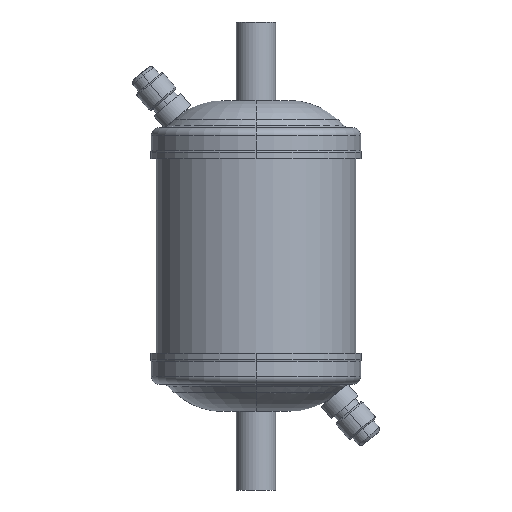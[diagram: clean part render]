
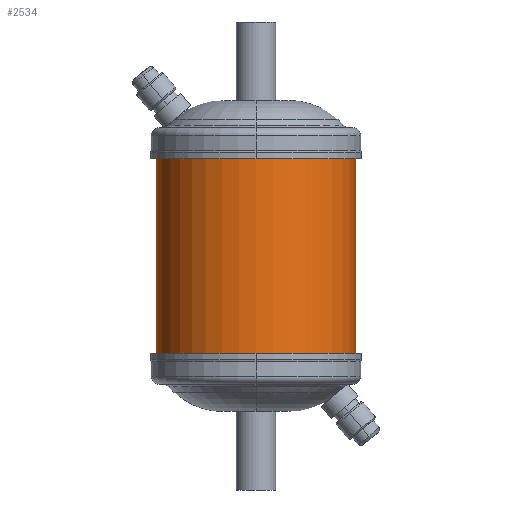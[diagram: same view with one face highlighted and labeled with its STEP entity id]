
A CAD part, front view. The second image highlights one B-rep face of the part: STEP entity #2534.
In plain terms, the highlighted cylindrical face has radius 31.75 mm (diameter 63.5 mm), a partial arc.
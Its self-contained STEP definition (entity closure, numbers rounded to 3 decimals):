
#4 = DIRECTION ( 'NONE',  ( -1., 0., 0. ) ) ;
#119 = CARTESIAN_POINT ( 'NONE',  ( 0., 0., 31. ) ) ;
#216 = DIRECTION ( 'NONE',  ( 0., 0., -1. ) ) ;
#219 = VERTEX_POINT ( 'NONE', #509 ) ;
#245 = LINE ( 'NONE', #919, #2271 ) ;
#279 = DIRECTION ( 'NONE',  ( 0., 0., 1. ) ) ;
#391 = DIRECTION ( 'NONE',  ( 1., 0., 0. ) ) ;
#428 = FACE_OUTER_BOUND ( 'NONE', #1438, .T. ) ;
#466 = CARTESIAN_POINT ( 'NONE',  ( -31.75, 0., 31. ) ) ;
#491 = DIRECTION ( 'NONE',  ( 0., 0., -1. ) ) ;
#495 = VERTEX_POINT ( 'NONE', #1470 ) ;
#509 = CARTESIAN_POINT ( 'NONE',  ( 31.75, 0., 31. ) ) ;
#640 = CARTESIAN_POINT ( 'NONE',  ( 31.75, 0., -31. ) ) ;
#701 = AXIS2_PLACEMENT_3D ( 'NONE', #2144, #216, #4 ) ;
#736 = CARTESIAN_POINT ( 'NONE',  ( 31.75, 0., 38.5 ) ) ;
#742 = CIRCLE ( 'NONE', #1465, 31.75 ) ;
#744 = CIRCLE ( 'NONE', #2313, 31.75 ) ;
#878 = CYLINDRICAL_SURFACE ( 'NONE', #701, 31.75 ) ;
#919 = CARTESIAN_POINT ( 'NONE',  ( -31.75, 0., 38.5 ) ) ;
#921 = ORIENTED_EDGE ( 'NONE', *, *, #2221, .F. ) ;
#1054 = VERTEX_POINT ( 'NONE', #466 ) ;
#1173 = ORIENTED_EDGE ( 'NONE', *, *, #2717, .F. ) ;
#1241 = VECTOR ( 'NONE', #2284, 1000. ) ;
#1435 = LINE ( 'NONE', #736, #1241 ) ;
#1438 = EDGE_LOOP ( 'NONE', ( #921, #1173, #1792, #2596 ) ) ;
#1465 = AXIS2_PLACEMENT_3D ( 'NONE', #1869, #2045, #2245 ) ;
#1470 = CARTESIAN_POINT ( 'NONE',  ( -31.75, 0., -31. ) ) ;
#1792 = ORIENTED_EDGE ( 'NONE', *, *, #2562, .T. ) ;
#1869 = CARTESIAN_POINT ( 'NONE',  ( 0., 0., -31. ) ) ;
#2045 = DIRECTION ( 'NONE',  ( 0., 0., -1. ) ) ;
#2144 = CARTESIAN_POINT ( 'NONE',  ( 0., 0., 38.5 ) ) ;
#2221 = EDGE_CURVE ( 'NONE', #219, #2431, #1435, .T. ) ;
#2245 = DIRECTION ( 'NONE',  ( -1., 0., 0. ) ) ;
#2271 = VECTOR ( 'NONE', #491, 1000. ) ;
#2284 = DIRECTION ( 'NONE',  ( 0., 0., -1. ) ) ;
#2301 = EDGE_CURVE ( 'NONE', #2431, #495, #742, .T. ) ;
#2313 = AXIS2_PLACEMENT_3D ( 'NONE', #119, #279, #391 ) ;
#2431 = VERTEX_POINT ( 'NONE', #640 ) ;
#2534 = ADVANCED_FACE ( 'NONE', ( #428 ), #878, .T. ) ;
#2562 = EDGE_CURVE ( 'NONE', #1054, #495, #245, .T. ) ;
#2596 = ORIENTED_EDGE ( 'NONE', *, *, #2301, .F. ) ;
#2717 = EDGE_CURVE ( 'NONE', #1054, #219, #744, .T. ) ;
